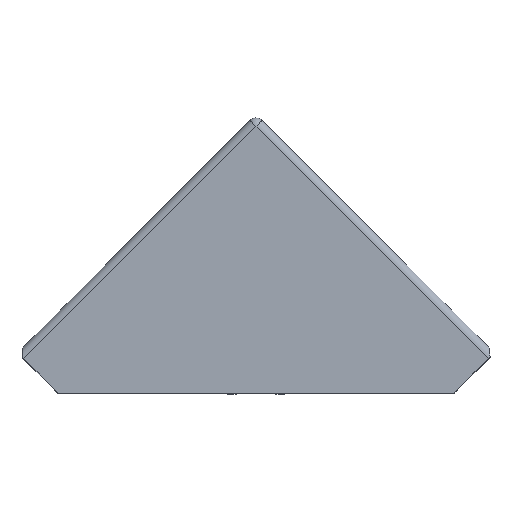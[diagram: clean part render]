
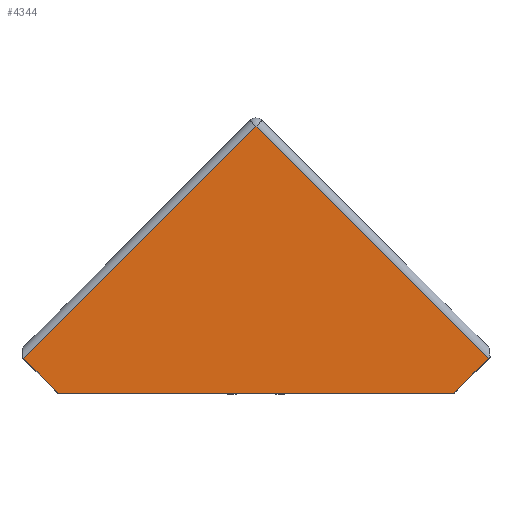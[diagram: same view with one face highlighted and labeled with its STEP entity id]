
A CAD part, top view. The second image highlights one B-rep face of the part: STEP entity #4344.
In plain terms, the highlighted planar face has unit normal (0, 0.009, 1).
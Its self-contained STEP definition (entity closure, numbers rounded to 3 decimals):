
#95 = VERTEX_POINT ( 'NONE', #1874 ) ;
#184 = FACE_OUTER_BOUND ( 'NONE', #2402, .T. ) ;
#190 = CARTESIAN_POINT ( 'NONE',  ( -26.874, 4.013, 19.965 ) ) ;
#229 = VERTEX_POINT ( 'NONE', #190 ) ;
#277 = CARTESIAN_POINT ( 'NONE',  ( 22.862, 0., 20. ) ) ;
#615 = EDGE_CURVE ( 'NONE', #3153, #229, #1308, .T. ) ;
#749 = CARTESIAN_POINT ( 'NONE',  ( -22.862, 0., 20. ) ) ;
#871 = AXIS2_PLACEMENT_3D ( 'NONE', #4602, #2497, #5430 ) ;
#878 = CARTESIAN_POINT ( 'NONE',  ( 0., 30.887, 19.73 ) ) ;
#1308 = LINE ( 'NONE', #1976, #4552 ) ;
#1426 = VECTOR ( 'NONE', #5340, 1000. ) ;
#1612 = CARTESIAN_POINT ( 'NONE',  ( -22.862, 0., 20. ) ) ;
#1814 = ORIENTED_EDGE ( 'NONE', *, *, #4768, .T. ) ;
#1874 = CARTESIAN_POINT ( 'NONE',  ( 26.874, 4.013, 19.965 ) ) ;
#1976 = CARTESIAN_POINT ( 'NONE',  ( -26.374, 4.513, 19.961 ) ) ;
#2157 = LINE ( 'NONE', #5002, #3296 ) ;
#2402 = EDGE_LOOP ( 'NONE', ( #4254, #3103, #4091, #5221, #1814 ) ) ;
#2465 = DIRECTION ( 'NONE',  ( 0.707, 0.707, -0.006 ) ) ;
#2497 = DIRECTION ( 'NONE',  ( 0., 0.009, 1. ) ) ;
#2504 = CARTESIAN_POINT ( 'NONE',  ( -22.862, 0., 20. ) ) ;
#2548 = VERTEX_POINT ( 'NONE', #277 ) ;
#2969 = CARTESIAN_POINT ( 'NONE',  ( -0.703, 31.59, 19.724 ) ) ;
#3058 = EDGE_CURVE ( 'NONE', #229, #3528, #5439, .T. ) ;
#3103 = ORIENTED_EDGE ( 'NONE', *, *, #4399, .T. ) ;
#3153 = VERTEX_POINT ( 'NONE', #878 ) ;
#3162 = VECTOR ( 'NONE', #3389, 1000. ) ;
#3296 = VECTOR ( 'NONE', #2465, 1000. ) ;
#3389 = DIRECTION ( 'NONE',  ( -0.707, 0.707, -0.006 ) ) ;
#3528 = VERTEX_POINT ( 'NONE', #1612 ) ;
#3543 = LINE ( 'NONE', #749, #1426 ) ;
#4091 = ORIENTED_EDGE ( 'NONE', *, *, #615, .T. ) ;
#4254 = ORIENTED_EDGE ( 'NONE', *, *, #4826, .T. ) ;
#4291 = LINE ( 'NONE', #2969, #3162 ) ;
#4344 = ADVANCED_FACE ( 'NONE', ( #184 ), #5030, .T. ) ;
#4399 = EDGE_CURVE ( 'NONE', #95, #3153, #4291, .T. ) ;
#4463 = VECTOR ( 'NONE', #5441, 1000. ) ;
#4552 = VECTOR ( 'NONE', #5335, 1000. ) ;
#4602 = CARTESIAN_POINT ( 'NONE',  ( -22.862, 0., 20. ) ) ;
#4768 = EDGE_CURVE ( 'NONE', #3528, #2548, #3543, .T. ) ;
#4826 = EDGE_CURVE ( 'NONE', #2548, #95, #2157, .T. ) ;
#5002 = CARTESIAN_POINT ( 'NONE',  ( 22.862, 0., 20. ) ) ;
#5030 = PLANE ( 'NONE',  #871 ) ;
#5221 = ORIENTED_EDGE ( 'NONE', *, *, #3058, .T. ) ;
#5335 = DIRECTION ( 'NONE',  ( -0.707, -0.707, 0.006 ) ) ;
#5340 = DIRECTION ( 'NONE',  ( 1., 0., 0. ) ) ;
#5430 = DIRECTION ( 'NONE',  ( 0., -1., 0.009 ) ) ;
#5439 = LINE ( 'NONE', #2504, #4463 ) ;
#5441 = DIRECTION ( 'NONE',  ( 0.707, -0.707, 0.006 ) ) ;
